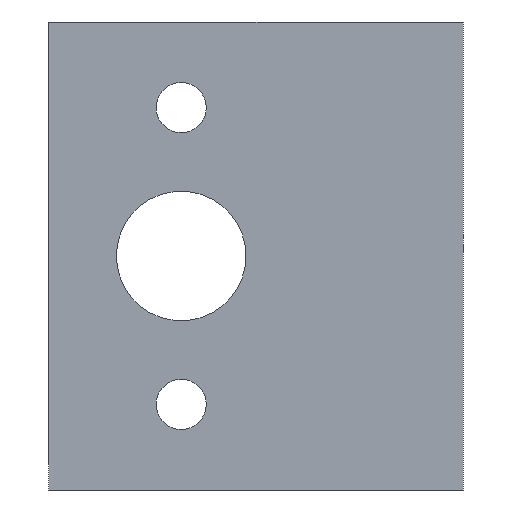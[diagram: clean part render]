
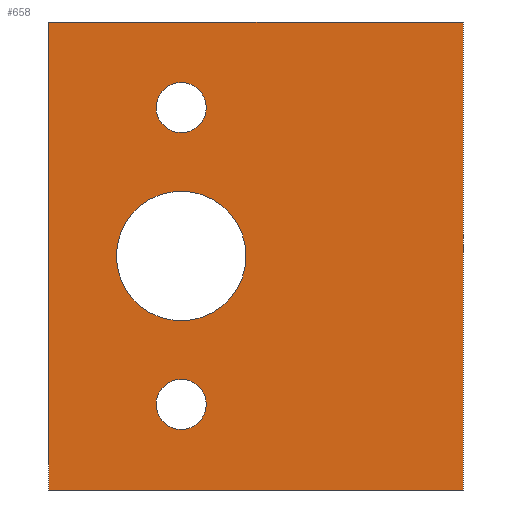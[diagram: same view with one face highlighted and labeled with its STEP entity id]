
A CAD part, left-side view. The second image highlights one B-rep face of the part: STEP entity #658.
In plain terms, the highlighted planar face has unit normal (-1, 0, 0).
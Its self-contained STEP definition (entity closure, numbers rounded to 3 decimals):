
#21=FACE_BOUND('',#107,.T.);
#22=FACE_BOUND('',#108,.T.);
#23=FACE_BOUND('',#109,.T.);
#67=FACE_OUTER_BOUND('',#106,.T.);
#106=EDGE_LOOP('',(#585,#586,#587,#588));
#107=EDGE_LOOP('',(#589));
#108=EDGE_LOOP('',(#590));
#109=EDGE_LOOP('',(#591));
#118=CIRCLE('',#680,1.5);
#122=CIRCLE('',#686,1.5);
#126=CIRCLE('',#692,3.875);
#155=LINE('',#977,#222);
#199=LINE('',#1086,#266);
#202=LINE('',#1092,#269);
#203=LINE('',#1093,#270);
#222=VECTOR('',#792,10.);
#266=VECTOR('',#900,10.);
#269=VECTOR('',#905,10.);
#270=VECTOR('',#906,10.);
#280=VERTEX_POINT('',#931);
#284=VERTEX_POINT('',#943);
#288=VERTEX_POINT('',#955);
#296=VERTEX_POINT('',#974);
#297=VERTEX_POINT('',#976);
#330=VERTEX_POINT('',#1085);
#332=VERTEX_POINT('',#1091);
#341=EDGE_CURVE('',#280,#280,#118,.T.);
#347=EDGE_CURVE('',#284,#284,#122,.T.);
#353=EDGE_CURVE('',#288,#288,#126,.T.);
#362=EDGE_CURVE('',#296,#297,#155,.T.);
#417=EDGE_CURVE('',#330,#297,#199,.T.);
#420=EDGE_CURVE('',#332,#330,#202,.T.);
#421=EDGE_CURVE('',#332,#296,#203,.T.);
#585=ORIENTED_EDGE('',*,*,#420,.T.);
#586=ORIENTED_EDGE('',*,*,#417,.T.);
#587=ORIENTED_EDGE('',*,*,#362,.F.);
#588=ORIENTED_EDGE('',*,*,#421,.F.);
#589=ORIENTED_EDGE('',*,*,#341,.T.);
#590=ORIENTED_EDGE('',*,*,#347,.T.);
#591=ORIENTED_EDGE('',*,*,#353,.T.);
#625=PLANE('',#729);
#658=ADVANCED_FACE('',(#67,#21,#22,#23),#625,.T.);
#680=AXIS2_PLACEMENT_3D('',#933,#748,#749);
#686=AXIS2_PLACEMENT_3D('',#945,#762,#763);
#692=AXIS2_PLACEMENT_3D('',#957,#776,#777);
#729=AXIS2_PLACEMENT_3D('',#1090,#903,#904);
#748=DIRECTION('center_axis',(1.,0.,0.));
#749=DIRECTION('ref_axis',(0.,0.,-1.));
#762=DIRECTION('center_axis',(1.,0.,0.));
#763=DIRECTION('ref_axis',(0.,0.,-1.));
#776=DIRECTION('center_axis',(1.,0.,0.));
#777=DIRECTION('ref_axis',(0.,0.,-1.));
#792=DIRECTION('',(0.,0.,1.));
#900=DIRECTION('',(0.,1.,0.));
#903=DIRECTION('center_axis',(-1.,0.,0.));
#904=DIRECTION('ref_axis',(0.,0.,1.));
#905=DIRECTION('',(0.,0.,1.));
#906=DIRECTION('',(0.,1.,0.));
#931=CARTESIAN_POINT('',(-66.5,16.875,-7.375));
#933=CARTESIAN_POINT('Origin',(-66.5,16.875,-8.875));
#943=CARTESIAN_POINT('',(-66.5,16.875,10.375));
#945=CARTESIAN_POINT('Origin',(-66.5,16.875,8.875));
#955=CARTESIAN_POINT('',(-66.5,16.875,3.875));
#957=CARTESIAN_POINT('Origin',(-66.5,16.875,0.));
#974=CARTESIAN_POINT('',(-66.5,24.8,-14.));
#976=CARTESIAN_POINT('',(-66.5,24.8,14.));
#977=CARTESIAN_POINT('',(-66.5,24.8,-14.));
#1085=CARTESIAN_POINT('',(-66.5,0.,14.));
#1086=CARTESIAN_POINT('',(-66.5,0.,14.));
#1090=CARTESIAN_POINT('Origin',(-66.5,0.,-14.));
#1091=CARTESIAN_POINT('',(-66.5,0.,-14.));
#1092=CARTESIAN_POINT('',(-66.5,0.,-14.));
#1093=CARTESIAN_POINT('',(-66.5,0.,-14.));
